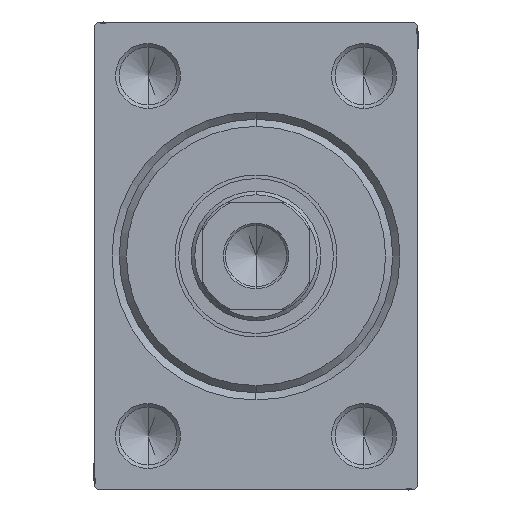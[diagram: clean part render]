
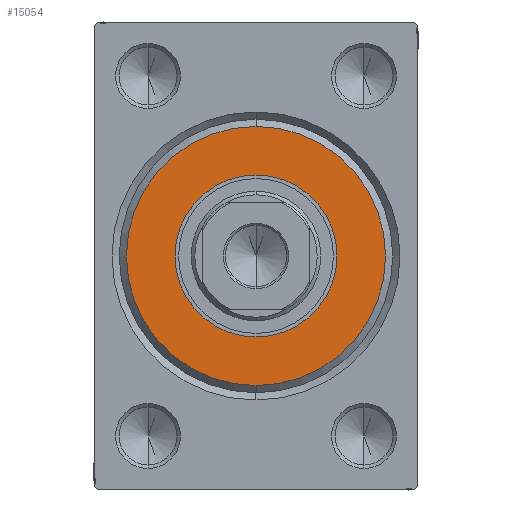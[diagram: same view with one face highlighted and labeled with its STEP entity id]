
A CAD part, left-side view. The second image highlights one B-rep face of the part: STEP entity #15054.
In plain terms, the highlighted face is planar.
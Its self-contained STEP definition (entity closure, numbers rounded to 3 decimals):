
#2002 = DIRECTION ( 'NONE',  ( 0., 0., -1. ) ) ;
#2084 = CARTESIAN_POINT ( 'NONE',  ( 3., 0., 11.25 ) ) ;
#2735 = DIRECTION ( 'NONE',  ( 1., 0., 0. ) ) ;
#2908 = EDGE_CURVE ( 'NONE', #34648, #34488, #22267, .T. ) ;
#3937 = DIRECTION ( 'NONE',  ( 0., 0., -1. ) ) ;
#3948 = DIRECTION ( 'NONE',  ( 1., 0., 0. ) ) ;
#4623 = DIRECTION ( 'NONE',  ( 1., 0., 0. ) ) ;
#4680 = CARTESIAN_POINT ( 'NONE',  ( 3., 0., -18. ) ) ;
#5542 = VERTEX_POINT ( 'NONE', #32749 ) ;
#6076 = VERTEX_POINT ( 'NONE', #2084 ) ;
#8271 = DIRECTION ( 'NONE',  ( 0., 0., -1. ) ) ;
#8518 = ORIENTED_EDGE ( 'NONE', *, *, #34892, .F. ) ;
#10098 = AXIS2_PLACEMENT_3D ( 'NONE', #28755, #4623, #8271 ) ;
#10216 = DIRECTION ( 'NONE',  ( 0., 0., -1. ) ) ;
#10320 = DIRECTION ( 'NONE',  ( 1., 0., 0. ) ) ;
#10335 = EDGE_CURVE ( 'NONE', #34488, #34648, #43729, .T. ) ;
#11225 = DIRECTION ( 'NONE',  ( 0., 0., -1. ) ) ;
#14420 = FACE_OUTER_BOUND ( 'NONE', #26453, .T. ) ;
#15054 = ADVANCED_FACE ( 'NONE', ( #14420, #28752 ), #21464, .T. ) ;
#18778 = AXIS2_PLACEMENT_3D ( 'NONE', #28295, #10320, #3937 ) ;
#18848 = CARTESIAN_POINT ( 'NONE',  ( 3., 0., 18. ) ) ;
#19044 = DIRECTION ( 'NONE',  ( 1., 0., 0. ) ) ;
#21464 = PLANE ( 'NONE',  #41659 ) ;
#22156 = AXIS2_PLACEMENT_3D ( 'NONE', #33900, #2735, #10216 ) ;
#22267 = CIRCLE ( 'NONE', #22156, 18. ) ;
#24108 = AXIS2_PLACEMENT_3D ( 'NONE', #39741, #19044, #2002 ) ;
#24878 = CARTESIAN_POINT ( 'NONE',  ( 3., 0., 0. ) ) ;
#26453 = EDGE_LOOP ( 'NONE', ( #29603, #28276 ) ) ;
#28276 = ORIENTED_EDGE ( 'NONE', *, *, #2908, .T. ) ;
#28295 = CARTESIAN_POINT ( 'NONE',  ( 3., 0., 0. ) ) ;
#28752 = FACE_BOUND ( 'NONE', #42376, .T. ) ;
#28755 = CARTESIAN_POINT ( 'NONE',  ( 3., 0., 0. ) ) ;
#29603 = ORIENTED_EDGE ( 'NONE', *, *, #10335, .T. ) ;
#29743 = CIRCLE ( 'NONE', #10098, 11.25 ) ;
#32563 = ORIENTED_EDGE ( 'NONE', *, *, #43159, .F. ) ;
#32749 = CARTESIAN_POINT ( 'NONE',  ( 3., 0., -11.25 ) ) ;
#33900 = CARTESIAN_POINT ( 'NONE',  ( 3., 0., 0. ) ) ;
#34488 = VERTEX_POINT ( 'NONE', #18848 ) ;
#34648 = VERTEX_POINT ( 'NONE', #4680 ) ;
#34892 = EDGE_CURVE ( 'NONE', #6076, #5542, #29743, .T. ) ;
#39741 = CARTESIAN_POINT ( 'NONE',  ( 3., 0., 0. ) ) ;
#39849 = CIRCLE ( 'NONE', #18778, 11.25 ) ;
#41659 = AXIS2_PLACEMENT_3D ( 'NONE', #24878, #3948, #11225 ) ;
#42376 = EDGE_LOOP ( 'NONE', ( #32563, #8518 ) ) ;
#43159 = EDGE_CURVE ( 'NONE', #5542, #6076, #39849, .T. ) ;
#43729 = CIRCLE ( 'NONE', #24108, 18. ) ;
